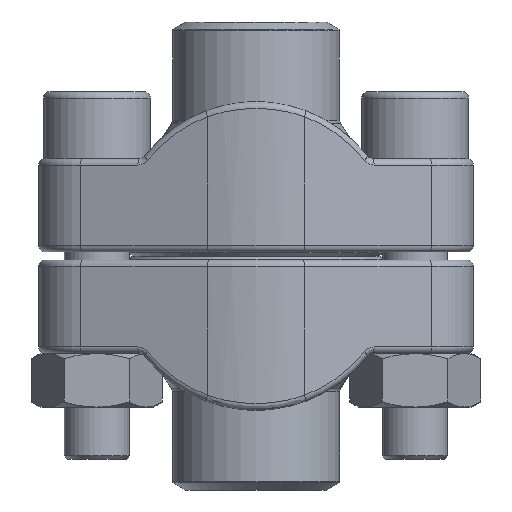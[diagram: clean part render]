
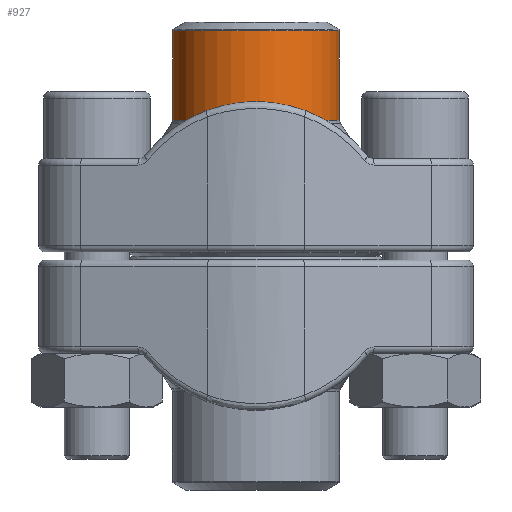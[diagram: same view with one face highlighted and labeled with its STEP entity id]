
A CAD part, front view. The second image highlights one B-rep face of the part: STEP entity #927.
In plain terms, the highlighted cylindrical face has radius 12.5 mm (diameter 25 mm), a full revolution.
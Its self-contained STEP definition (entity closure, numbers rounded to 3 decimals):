
#609=FACE_BOUND('',#1354,.T.);
#610=FACE_BOUND('',#1355,.T.);
#927=ADVANCED_FACE('',(#609,#610),#1109,.T.);
#1109=CYLINDRICAL_SURFACE('',#3616,12.5);
#1354=EDGE_LOOP('',(#2014));
#1355=EDGE_LOOP('',(#2015));
#2014=ORIENTED_EDGE('',*,*,#2975,.T.);
#2015=ORIENTED_EDGE('',*,*,#2976,.T.);
#2666=VERTEX_POINT('',#5515);
#2667=VERTEX_POINT('',#5517);
#2975=EDGE_CURVE('',#2666,#2666,#3326,.T.);
#2976=EDGE_CURVE('',#2667,#2667,#3327,.T.);
#3326=CIRCLE('',#3614,12.5);
#3327=CIRCLE('',#3615,12.5);
#3614=AXIS2_PLACEMENT_3D('',#5514,#4225,#4226);
#3615=AXIS2_PLACEMENT_3D('',#5516,#4227,#4228);
#3616=AXIS2_PLACEMENT_3D('',#5518,#4229,#4230);
#4225=DIRECTION('',(1.,0.,0.));
#4226=DIRECTION('',(0.,0.,1.));
#4227=DIRECTION('',(-1.,0.,0.));
#4228=DIRECTION('',(0.,0.,-1.));
#4229=DIRECTION('',(-1.,0.,0.));
#4230=DIRECTION('',(0.,0.,1.));
#5514=CARTESIAN_POINT('',(20.3,0.,0.));
#5515=CARTESIAN_POINT('',(20.3,0.,12.5));
#5516=CARTESIAN_POINT('',(33.672,0.,0.));
#5517=CARTESIAN_POINT('',(33.672,0.,-12.5));
#5518=CARTESIAN_POINT('',(0.,0.,0.));
